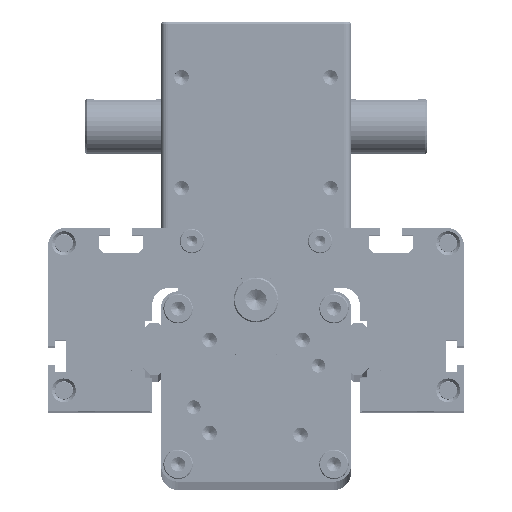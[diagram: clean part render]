
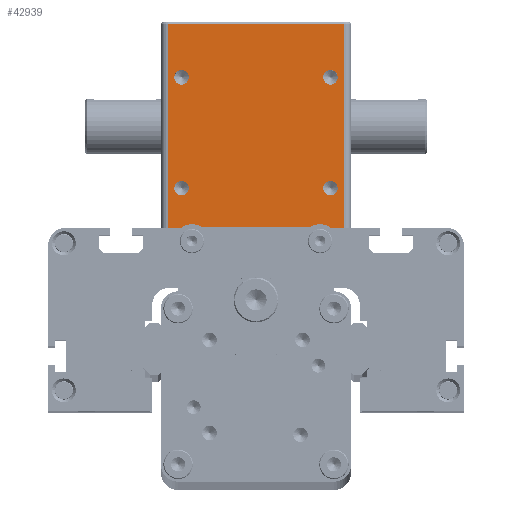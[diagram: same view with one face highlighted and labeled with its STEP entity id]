
A CAD part, top view. The second image highlights one B-rep face of the part: STEP entity #42939.
In plain terms, the highlighted planar face has unit normal (0, 0, 1).
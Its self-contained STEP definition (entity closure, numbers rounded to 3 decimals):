
#1760 = VERTEX_POINT ( 'NONE', #50275 ) ;
#5583 = DIRECTION ( 'NONE',  ( 1., 0., 0. ) ) ;
#5866 = VERTEX_POINT ( 'NONE', #68011 ) ;
#7031 = AXIS2_PLACEMENT_3D ( 'NONE', #47273, #17553, #12686 ) ;
#7321 = VERTEX_POINT ( 'NONE', #68942 ) ;
#7621 = CIRCLE ( 'NONE', #62621, 2.1 ) ;
#8235 = FACE_BOUND ( 'NONE', #25007, .T. ) ;
#8649 = FACE_BOUND ( 'NONE', #45586, .T. ) ;
#8804 = EDGE_CURVE ( 'NONE', #70700, #7321, #52521, .T. ) ;
#9015 = DIRECTION ( 'NONE',  ( 0., 0., -1. ) ) ;
#9095 = DIRECTION ( 'NONE',  ( 0., 0., 1. ) ) ;
#11451 = ORIENTED_EDGE ( 'NONE', *, *, #55489, .F. ) ;
#12686 = DIRECTION ( 'NONE',  ( 1., 0., 0. ) ) ;
#13285 = CARTESIAN_POINT ( 'NONE',  ( 27.5, 29.5, 80. ) ) ;
#13688 = CARTESIAN_POINT ( 'NONE',  ( 27.5, -33., 80. ) ) ;
#13706 = DIRECTION ( 'NONE',  ( 0., 0., 1. ) ) ;
#14170 = EDGE_LOOP ( 'NONE', ( #77561, #18202, #66987, #11451 ) ) ;
#14521 = DIRECTION ( 'NONE',  ( 1., 0., 0. ) ) ;
#14995 = PLANE ( 'NONE',  #66081 ) ;
#15475 = EDGE_CURVE ( 'NONE', #37098, #5866, #7621, .T. ) ;
#15479 = CARTESIAN_POINT ( 'NONE',  ( 25.5, -33., 80. ) ) ;
#15673 = EDGE_CURVE ( 'NONE', #1760, #42499, #60144, .T. ) ;
#15857 = EDGE_CURVE ( 'NONE', #42547, #24351, #67087, .T. ) ;
#17224 = AXIS2_PLACEMENT_3D ( 'NONE', #63564, #19503, #57544 ) ;
#17553 = DIRECTION ( 'NONE',  ( 0., 0., 1. ) ) ;
#18202 = ORIENTED_EDGE ( 'NONE', *, *, #74770, .F. ) ;
#18527 = DIRECTION ( 'NONE',  ( -1., 0., 0. ) ) ;
#19426 = DIRECTION ( 'NONE',  ( 0., 1., 0. ) ) ;
#19503 = DIRECTION ( 'NONE',  ( 0., 0., 1. ) ) ;
#19526 = CARTESIAN_POINT ( 'NONE',  ( -19.4, -18., 80. ) ) ;
#20360 = AXIS2_PLACEMENT_3D ( 'NONE', #24102, #35348, #48560 ) ;
#20912 = EDGE_LOOP ( 'NONE', ( #59989, #41605 ) ) ;
#22221 = ORIENTED_EDGE ( 'NONE', *, *, #15857, .F. ) ;
#23223 = CIRCLE ( 'NONE', #39826, 2.1 ) ;
#23268 = VECTOR ( 'NONE', #18527, 1000. ) ;
#23935 = VECTOR ( 'NONE', #72131, 1000. ) ;
#24102 = CARTESIAN_POINT ( 'NONE',  ( 21.5, -18., 80. ) ) ;
#24220 = CARTESIAN_POINT ( 'NONE',  ( -25.5, -33., 80. ) ) ;
#24351 = VERTEX_POINT ( 'NONE', #53022 ) ;
#25007 = EDGE_LOOP ( 'NONE', ( #22221, #45204 ) ) ;
#25319 = LINE ( 'NONE', #13688, #27170 ) ;
#27170 = VECTOR ( 'NONE', #36979, 1000. ) ;
#27174 = DIRECTION ( 'NONE',  ( 1., 0., 0. ) ) ;
#27551 = VERTEX_POINT ( 'NONE', #33538 ) ;
#28356 = CARTESIAN_POINT ( 'NONE',  ( -21.5, 14., 80. ) ) ;
#29744 = EDGE_LOOP ( 'NONE', ( #32706, #57437 ) ) ;
#31865 = CARTESIAN_POINT ( 'NONE',  ( 27.5, 30., 80. ) ) ;
#31966 = AXIS2_PLACEMENT_3D ( 'NONE', #56498, #57681, #63705 ) ;
#32706 = ORIENTED_EDGE ( 'NONE', *, *, #8804, .F. ) ;
#32826 = AXIS2_PLACEMENT_3D ( 'NONE', #28356, #9095, #27174 ) ;
#33062 = FACE_OUTER_BOUND ( 'NONE', #14170, .T. ) ;
#33538 = CARTESIAN_POINT ( 'NONE',  ( 25.5, 29.5, 80. ) ) ;
#35348 = DIRECTION ( 'NONE',  ( 0., 0., 1. ) ) ;
#35441 = CARTESIAN_POINT ( 'NONE',  ( 25.5, 30., 80. ) ) ;
#35970 = DIRECTION ( 'NONE',  ( 1., 0., 0. ) ) ;
#36381 = CARTESIAN_POINT ( 'NONE',  ( -19.4, 14., 80. ) ) ;
#36979 = DIRECTION ( 'NONE',  ( -1., 0., 0. ) ) ;
#37098 = VERTEX_POINT ( 'NONE', #66770 ) ;
#38579 = CARTESIAN_POINT ( 'NONE',  ( 21.5, -18., 80. ) ) ;
#39826 = AXIS2_PLACEMENT_3D ( 'NONE', #42008, #60438, #5583 ) ;
#40295 = ORIENTED_EDGE ( 'NONE', *, *, #15673, .F. ) ;
#40744 = EDGE_CURVE ( 'NONE', #42499, #1760, #54288, .T. ) ;
#41605 = ORIENTED_EDGE ( 'NONE', *, *, #62273, .F. ) ;
#42008 = CARTESIAN_POINT ( 'NONE',  ( 21.5, 14., 80. ) ) ;
#42280 = CARTESIAN_POINT ( 'NONE',  ( -25.5, 29.5, 80. ) ) ;
#42499 = VERTEX_POINT ( 'NONE', #19526 ) ;
#42547 = VERTEX_POINT ( 'NONE', #36381 ) ;
#42939 = ADVANCED_FACE ( 'NONE', ( #33062, #68270, #63895, #8649, #8235 ), #14995, .F. ) ;
#44926 = AXIS2_PLACEMENT_3D ( 'NONE', #48776, #66343, #35970 ) ;
#45204 = ORIENTED_EDGE ( 'NONE', *, *, #73203, .F. ) ;
#45586 = EDGE_LOOP ( 'NONE', ( #49196, #40295 ) ) ;
#47273 = CARTESIAN_POINT ( 'NONE',  ( -21.5, 14., 80. ) ) ;
#47495 = DIRECTION ( 'NONE',  ( 0., -1., 0. ) ) ;
#48560 = DIRECTION ( 'NONE',  ( 1., 0., 0. ) ) ;
#48776 = CARTESIAN_POINT ( 'NONE',  ( 21.5, 14., 80. ) ) ;
#49196 = ORIENTED_EDGE ( 'NONE', *, *, #40744, .F. ) ;
#50275 = CARTESIAN_POINT ( 'NONE',  ( -23.6, -18., 80. ) ) ;
#52521 = CIRCLE ( 'NONE', #44926, 2.1 ) ;
#53022 = CARTESIAN_POINT ( 'NONE',  ( -23.6, 14., 80. ) ) ;
#54103 = EDGE_CURVE ( 'NONE', #7321, #70700, #23223, .T. ) ;
#54288 = CIRCLE ( 'NONE', #17224, 2.1 ) ;
#55489 = EDGE_CURVE ( 'NONE', #27551, #72411, #60262, .T. ) ;
#56498 = CARTESIAN_POINT ( 'NONE',  ( -21.5, -18., 80. ) ) ;
#57437 = ORIENTED_EDGE ( 'NONE', *, *, #54103, .F. ) ;
#57544 = DIRECTION ( 'NONE',  ( 1., 0., 0. ) ) ;
#57681 = DIRECTION ( 'NONE',  ( 0., 0., 1. ) ) ;
#59989 = ORIENTED_EDGE ( 'NONE', *, *, #15475, .F. ) ;
#60144 = CIRCLE ( 'NONE', #31966, 2.1 ) ;
#60262 = LINE ( 'NONE', #35441, #71496 ) ;
#60438 = DIRECTION ( 'NONE',  ( 0., 0., 1. ) ) ;
#60695 = VERTEX_POINT ( 'NONE', #42280 ) ;
#62257 = CIRCLE ( 'NONE', #32826, 2.1 ) ;
#62273 = EDGE_CURVE ( 'NONE', #5866, #37098, #65138, .T. ) ;
#62470 = LINE ( 'NONE', #65750, #23935 ) ;
#62621 = AXIS2_PLACEMENT_3D ( 'NONE', #38579, #13706, #14521 ) ;
#63564 = CARTESIAN_POINT ( 'NONE',  ( -21.5, -18., 80. ) ) ;
#63705 = DIRECTION ( 'NONE',  ( 1., 0., 0. ) ) ;
#63895 = FACE_BOUND ( 'NONE', #29744, .T. ) ;
#65138 = CIRCLE ( 'NONE', #20360, 2.1 ) ;
#65750 = CARTESIAN_POINT ( 'NONE',  ( -25.5, 30., 80. ) ) ;
#66081 = AXIS2_PLACEMENT_3D ( 'NONE', #31865, #9015, #19426 ) ;
#66343 = DIRECTION ( 'NONE',  ( 0., 0., 1. ) ) ;
#66352 = CARTESIAN_POINT ( 'NONE',  ( 23.6, 14., 80. ) ) ;
#66770 = CARTESIAN_POINT ( 'NONE',  ( 23.6, -18., 80. ) ) ;
#66987 = ORIENTED_EDGE ( 'NONE', *, *, #77502, .F. ) ;
#67087 = CIRCLE ( 'NONE', #7031, 2.1 ) ;
#68011 = CARTESIAN_POINT ( 'NONE',  ( 19.4, -18., 80. ) ) ;
#68270 = FACE_BOUND ( 'NONE', #20912, .T. ) ;
#68942 = CARTESIAN_POINT ( 'NONE',  ( 19.4, 14., 80. ) ) ;
#70700 = VERTEX_POINT ( 'NONE', #66352 ) ;
#71025 = VERTEX_POINT ( 'NONE', #24220 ) ;
#71496 = VECTOR ( 'NONE', #47495, 1000. ) ;
#72131 = DIRECTION ( 'NONE',  ( 0., 1., 0. ) ) ;
#72411 = VERTEX_POINT ( 'NONE', #15479 ) ;
#73203 = EDGE_CURVE ( 'NONE', #24351, #42547, #62257, .T. ) ;
#73331 = LINE ( 'NONE', #13285, #23268 ) ;
#74770 = EDGE_CURVE ( 'NONE', #71025, #60695, #62470, .T. ) ;
#77436 = EDGE_CURVE ( 'NONE', #27551, #60695, #73331, .T. ) ;
#77502 = EDGE_CURVE ( 'NONE', #72411, #71025, #25319, .T. ) ;
#77561 = ORIENTED_EDGE ( 'NONE', *, *, #77436, .T. ) ;
